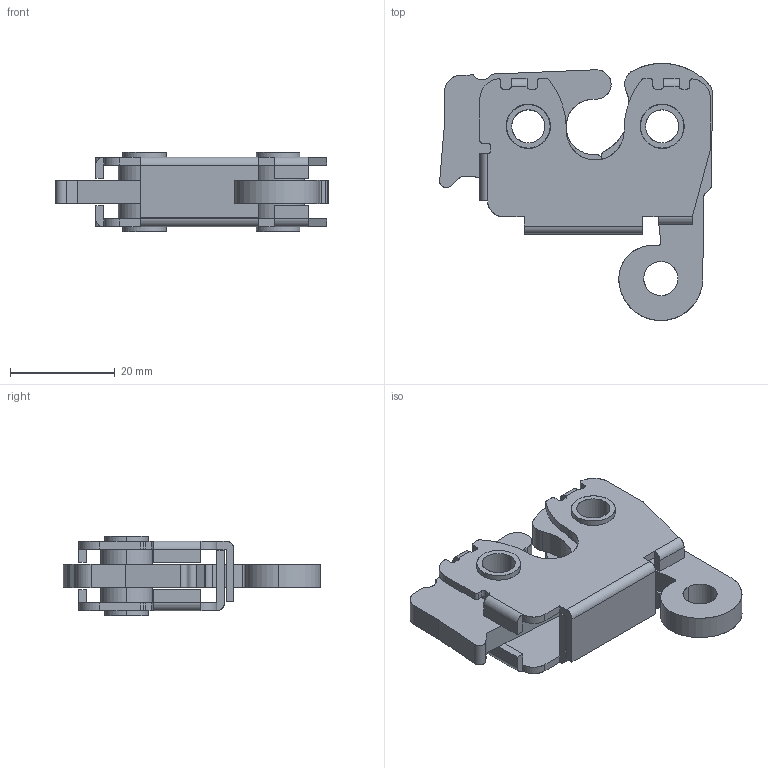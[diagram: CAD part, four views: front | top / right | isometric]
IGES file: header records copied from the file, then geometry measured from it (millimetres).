
Start section: SolidWorks IGES file using analytic representation for surfaces
Global section: file name: C-1849.IGS,15; native system: HSolidWorks 2007; preprocessor: SolidWorks 2007; author: nhaneda; date: 091005.161037; units: millimetre
Bounding box: 51.95 x 49 x 15.2 mm (x, y, z)
Surface area: 10772.2 mm2 (no closed solid volume)
Topology: 0 solids, 0 shells, 233 faces, 2926 edges, 2926 vertices
Faces by surface type: bspline 122, revolution 111
